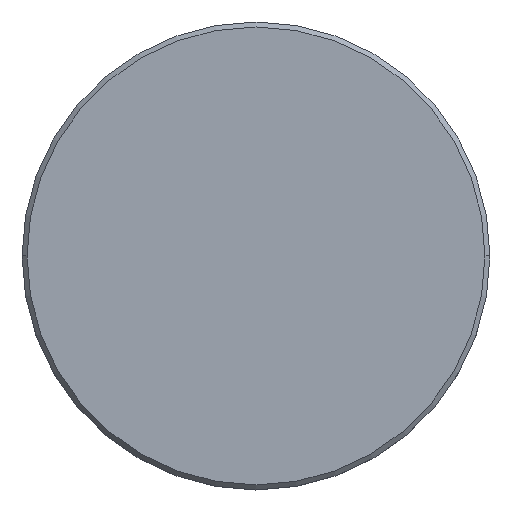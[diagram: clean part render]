
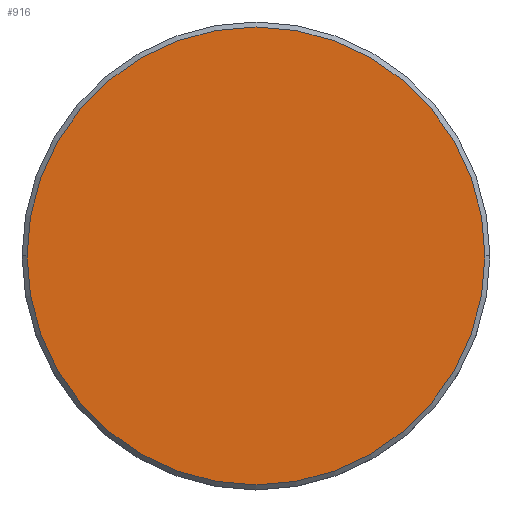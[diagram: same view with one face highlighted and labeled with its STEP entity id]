
A CAD part, top view. The second image highlights one B-rep face of the part: STEP entity #916.
In plain terms, the highlighted planar face has unit normal (0, 0, 1).
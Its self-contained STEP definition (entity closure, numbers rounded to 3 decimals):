
#149 = VERTEX_POINT ( 'NONE', #982 ) ;
#192 = DIRECTION ( 'NONE',  ( 1., 0., 0. ) ) ;
#197 = AXIS2_PLACEMENT_3D ( 'NONE', #370, #551, #477 ) ;
#222 = CARTESIAN_POINT ( 'NONE',  ( 0., 0., 0. ) ) ;
#269 = ORIENTED_EDGE ( 'NONE', *, *, #681, .T. ) ;
#289 = AXIS2_PLACEMENT_3D ( 'NONE', #222, #940, #763 ) ;
#358 = FACE_OUTER_BOUND ( 'NONE', #963, .T. ) ;
#370 = CARTESIAN_POINT ( 'NONE',  ( 0., 0., 0. ) ) ;
#477 = DIRECTION ( 'NONE',  ( 1., 0., 0. ) ) ;
#524 = AXIS2_PLACEMENT_3D ( 'NONE', #544, #908, #192 ) ;
#544 = CARTESIAN_POINT ( 'NONE',  ( 0., 0., 0. ) ) ;
#551 = DIRECTION ( 'NONE',  ( 0., 0., 1. ) ) ;
#580 = CIRCLE ( 'NONE', #197, 23. ) ;
#619 = CARTESIAN_POINT ( 'NONE',  ( 23., 0., 0. ) ) ;
#620 = ORIENTED_EDGE ( 'NONE', *, *, #732, .T. ) ;
#681 = EDGE_CURVE ( 'NONE', #149, #885, #580, .T. ) ;
#732 = EDGE_CURVE ( 'NONE', #885, #149, #1181, .T. ) ;
#763 = DIRECTION ( 'NONE',  ( 1., 0., 0. ) ) ;
#885 = VERTEX_POINT ( 'NONE', #619 ) ;
#908 = DIRECTION ( 'NONE',  ( 0., 0., 1. ) ) ;
#916 = ADVANCED_FACE ( 'NONE', ( #358 ), #1075, .T. ) ;
#940 = DIRECTION ( 'NONE',  ( 0., 0., 1. ) ) ;
#963 = EDGE_LOOP ( 'NONE', ( #269, #620 ) ) ;
#982 = CARTESIAN_POINT ( 'NONE',  ( -23., 0., 0. ) ) ;
#1075 = PLANE ( 'NONE',  #524 ) ;
#1181 = CIRCLE ( 'NONE', #289, 23. ) ;
